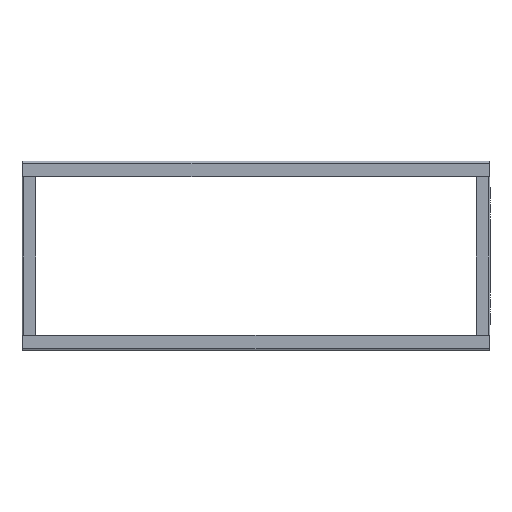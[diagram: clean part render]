
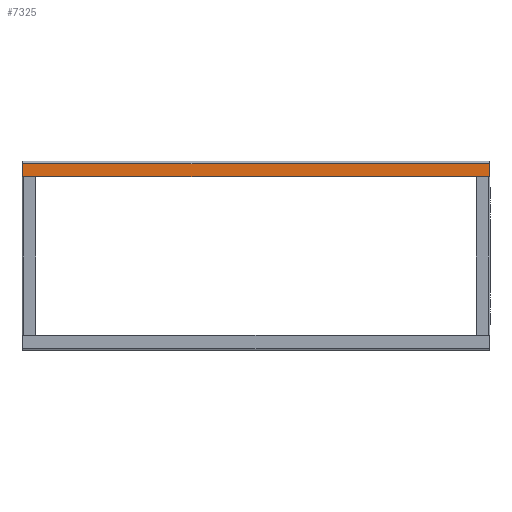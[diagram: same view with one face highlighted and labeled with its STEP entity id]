
A CAD part, left-side view. The second image highlights one B-rep face of the part: STEP entity #7325.
In plain terms, the highlighted face is planar.
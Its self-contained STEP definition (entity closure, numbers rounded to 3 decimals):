
#354 = PLANE ( 'NONE',  #881 ) ;
#859 = DIRECTION ( 'NONE',  ( 0., -1., 0. ) ) ;
#881 = AXIS2_PLACEMENT_3D ( 'NONE', #4698, #5378, #8850 ) ;
#895 = FACE_OUTER_BOUND ( 'NONE', #9209, .T. ) ;
#944 = VERTEX_POINT ( 'NONE', #8668 ) ;
#1021 = ORIENTED_EDGE ( 'NONE', *, *, #5704, .T. ) ;
#1378 = CARTESIAN_POINT ( 'NONE',  ( 0., -374.655, -25. ) ) ;
#1386 = VERTEX_POINT ( 'NONE', #5772 ) ;
#1764 = EDGE_CURVE ( 'NONE', #1386, #944, #5466, .T. ) ;
#1895 = ORIENTED_EDGE ( 'NONE', *, *, #2993, .F. ) ;
#2041 = EDGE_CURVE ( 'NONE', #5740, #10792, #4782, .T. ) ;
#2993 = EDGE_CURVE ( 'NONE', #944, #10792, #5059, .T. ) ;
#3373 = CARTESIAN_POINT ( 'NONE',  ( 0., 374.655, -25. ) ) ;
#3607 = ORIENTED_EDGE ( 'NONE', *, *, #1764, .F. ) ;
#3974 = CARTESIAN_POINT ( 'NONE',  ( 0., 374.655, -4. ) ) ;
#4146 = DIRECTION ( 'NONE',  ( 0., 0., -1. ) ) ;
#4698 = CARTESIAN_POINT ( 'NONE',  ( 0., 374.655, 0. ) ) ;
#4774 = VECTOR ( 'NONE', #859, 1000. ) ;
#4782 = LINE ( 'NONE', #6677, #9934 ) ;
#5059 = LINE ( 'NONE', #3373, #4774 ) ;
#5378 = DIRECTION ( 'NONE',  ( -1., 0., 0. ) ) ;
#5466 = LINE ( 'NONE', #9270, #8454 ) ;
#5704 = EDGE_CURVE ( 'NONE', #1386, #5740, #5955, .T. ) ;
#5740 = VERTEX_POINT ( 'NONE', #9419 ) ;
#5772 = CARTESIAN_POINT ( 'NONE',  ( 0., 374.655, -4. ) ) ;
#5955 = LINE ( 'NONE', #3974, #6220 ) ;
#6220 = VECTOR ( 'NONE', #6789, 1000. ) ;
#6677 = CARTESIAN_POINT ( 'NONE',  ( 0., -374.655, 0. ) ) ;
#6789 = DIRECTION ( 'NONE',  ( 0., -1., 0. ) ) ;
#7325 = ADVANCED_FACE ( 'NONE', ( #895 ), #354, .F. ) ;
#8274 = ORIENTED_EDGE ( 'NONE', *, *, #2041, .T. ) ;
#8454 = VECTOR ( 'NONE', #4146, 1000. ) ;
#8668 = CARTESIAN_POINT ( 'NONE',  ( 0., 374.655, -25. ) ) ;
#8850 = DIRECTION ( 'NONE',  ( 0., 0., 1. ) ) ;
#9209 = EDGE_LOOP ( 'NONE', ( #8274, #1895, #3607, #1021 ) ) ;
#9270 = CARTESIAN_POINT ( 'NONE',  ( 0., 374.655, 0. ) ) ;
#9419 = CARTESIAN_POINT ( 'NONE',  ( 0., -374.655, -4. ) ) ;
#9934 = VECTOR ( 'NONE', #10161, 1000. ) ;
#10161 = DIRECTION ( 'NONE',  ( 0., 0., -1. ) ) ;
#10792 = VERTEX_POINT ( 'NONE', #1378 ) ;
